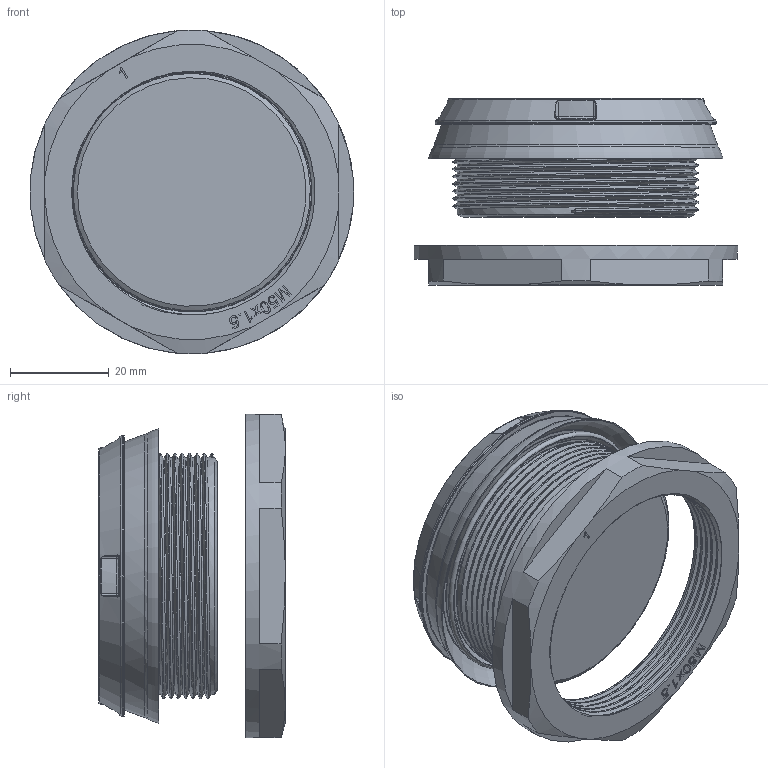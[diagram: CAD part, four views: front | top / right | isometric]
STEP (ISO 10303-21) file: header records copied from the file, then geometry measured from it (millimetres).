
FILE_DESCRIPTION(/* description */ ('','CAx-IF Rec.Pracs.---Representation and Presentation of Product Manufacturing Information (PMI)---3.8---2014-02-18'),/* implementation_level */ '2;1');
FILE_NAME(/* name */ 'ARVSDM50100-Bimed.stp',/* time_stamp */ '2024-06-11T07:38:24+02:00',/* author */ ('sl'),/* organization */ (''),/* preprocessor_version */ 'ST-DEVELOPER v16.5',/* originating_system */ 'Autodesk Inventor 2017',/* authorisation */ '');
FILE_SCHEMA (('AP242_MANAGED_MODEL_BASED_3D_ENGINEERING_MIM_LF { 1 0 10303 442 1 1 4 }'));
Length unit declared in the file: millimetre
Products named in the file (1): ARVSDM50100-01-BT-0001-ARVSDM50100
Bounding box: 65.6 x 37.86 x 65.67 mm (x, y, z)
Volume: 57584.8 mm3; surface area: 19908.3 mm2
Topology: 2 solids, 2 shells, 405 faces, 1053 edges, 682 vertices
Faces by surface type: plane 153, cone 90, bspline 86, torus 35, cylinder 33, sphere 8
Full cylindrical faces by diameter (mm): 48.113 x8, 57 x1, 65.7 x1
Entity records: 22619 total; most frequent: CARTESIAN_POINT 13121, ORIENTED_EDGE 1950, DIRECTION 1705, EDGE_CURVE 975, VERTEX_POINT 650, AXIS2_PLACEMENT_3D 626, EDGE_LOOP 467, LINE 453
